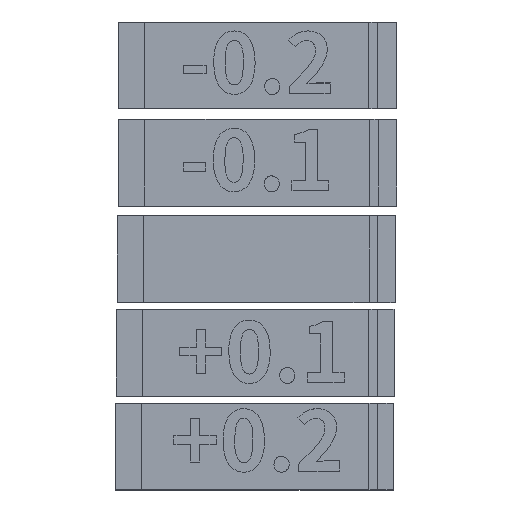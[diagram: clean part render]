
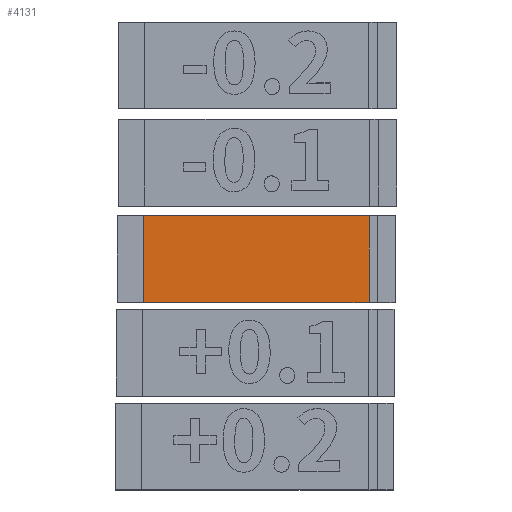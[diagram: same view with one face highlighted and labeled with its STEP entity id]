
A CAD part, top view. The second image highlights one B-rep face of the part: STEP entity #4131.
In plain terms, the highlighted planar face has unit normal (0, 0, 1).
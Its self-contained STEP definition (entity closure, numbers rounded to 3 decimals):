
#1104=ORIENTED_EDGE('',*,*,#1853,.F.);
#1105=ORIENTED_EDGE('',*,*,#1854,.F.);
#1106=ORIENTED_EDGE('',*,*,#1855,.T.);
#1107=ORIENTED_EDGE('',*,*,#1851,.T.);
#1851=EDGE_CURVE('',#2293,#2292,#2741,.T.);
#1853=EDGE_CURVE('',#2294,#2292,#2743,.T.);
#1854=EDGE_CURVE('',#2295,#2294,#2744,.T.);
#1855=EDGE_CURVE('',#2295,#2293,#2745,.T.);
#2292=VERTEX_POINT('',#6711);
#2293=VERTEX_POINT('',#6713);
#2294=VERTEX_POINT('',#6717);
#2295=VERTEX_POINT('',#6719);
#2741=LINE('',#6712,#3201);
#2743=LINE('',#6716,#3203);
#2744=LINE('',#6718,#3204);
#2745=LINE('',#6720,#3205);
#3201=VECTOR('',#5027,1000.);
#3203=VECTOR('',#5031,1000.);
#3204=VECTOR('',#5032,1000.);
#3205=VECTOR('',#5033,1000.);
#3492=EDGE_LOOP('',(#1104,#1105,#1106,#1107));
#3738=FACE_BOUND('',#3492,.T.);
#3924=PLANE('',#4378);
#4131=ADVANCED_FACE('',(#3738),#3924,.T.);
#4378=AXIS2_PLACEMENT_3D('',#6715,#5029,#5030);
#5027=DIRECTION('',(0.,1.,0.));
#5029=DIRECTION('',(0.,0.,1.));
#5030=DIRECTION('',(1.,0.,0.));
#5031=DIRECTION('',(1.,0.,0.));
#5032=DIRECTION('',(0.,1.,0.));
#5033=DIRECTION('',(1.,0.,0.));
#6711=CARTESIAN_POINT('',(-27.175,0.,-13.198));
#6712=CARTESIAN_POINT('',(-27.175,-10.,-13.198));
#6713=CARTESIAN_POINT('',(-27.175,-10.,-13.198));
#6715=CARTESIAN_POINT('',(-40.175,-10.,-13.198));
#6716=CARTESIAN_POINT('',(-40.175,0.,-13.198));
#6717=CARTESIAN_POINT('',(-53.175,0.,-13.198));
#6718=CARTESIAN_POINT('',(-53.175,-10.,-13.198));
#6719=CARTESIAN_POINT('',(-53.175,-10.,-13.198));
#6720=CARTESIAN_POINT('',(-40.175,-10.,-13.198));
